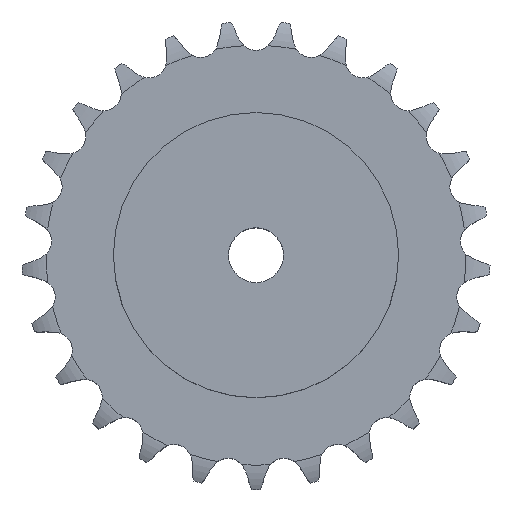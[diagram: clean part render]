
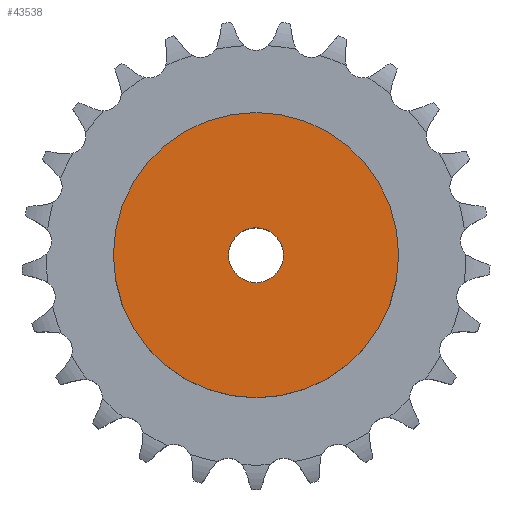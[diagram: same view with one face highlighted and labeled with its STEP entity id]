
A CAD part, top view. The second image highlights one B-rep face of the part: STEP entity #43538.
In plain terms, the highlighted planar face has unit normal (0, 0, 1).
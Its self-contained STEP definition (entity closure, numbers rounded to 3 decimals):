
#23294 = CYLINDRICAL_SURFACE('',#23295,12.5);
#23295 = AXIS2_PLACEMENT_3D('',#23296,#23297,#23298);
#23296 = CARTESIAN_POINT('',(0.,0.,334.091));
#23297 = DIRECTION('',(0.,0.,1.));
#23298 = DIRECTION('',(1.,0.,0.));
#29775 = EDGE_CURVE('',#29776,#29776,#29778,.T.);
#29776 = VERTEX_POINT('',#29777);
#29777 = CARTESIAN_POINT('',(12.5,0.,70.));
#29778 = SURFACE_CURVE('',#29779,(#29784,#29791),.PCURVE_S1.);
#29779 = CIRCLE('',#29780,12.5);
#29780 = AXIS2_PLACEMENT_3D('',#29781,#29782,#29783);
#29781 = CARTESIAN_POINT('',(0.,0.,70.));
#29782 = DIRECTION('',(0.,0.,1.));
#29783 = DIRECTION('',(1.,0.,0.));
#29784 = PCURVE('',#23294,#29785);
#29785 = DEFINITIONAL_REPRESENTATION('',(#29786),#29790);
#29786 = LINE('',#29787,#29788);
#29787 = CARTESIAN_POINT('',(0.,-264.091));
#29788 = VECTOR('',#29789,1.);
#29789 = DIRECTION('',(1.,0.));
#29790 = ( GEOMETRIC_REPRESENTATION_CONTEXT(2) 
PARAMETRIC_REPRESENTATION_CONTEXT() REPRESENTATION_CONTEXT('2D SPACE',''
  ) );
#29791 = PCURVE('',#29792,#29797);
#29792 = PLANE('',#29793);
#29793 = AXIS2_PLACEMENT_3D('',#29794,#29795,#29796);
#29794 = CARTESIAN_POINT('',(0.,0.,70.)
  );
#29795 = DIRECTION('',(0.,0.,1.));
#29796 = DIRECTION('',(1.,0.,0.));
#29797 = DEFINITIONAL_REPRESENTATION('',(#29798),#29802);
#29798 = CIRCLE('',#29799,12.5);
#29799 = AXIS2_PLACEMENT_2D('',#29800,#29801);
#29800 = CARTESIAN_POINT('',(0.,0.));
#29801 = DIRECTION('',(1.,0.));
#29802 = ( GEOMETRIC_REPRESENTATION_CONTEXT(2) 
PARAMETRIC_REPRESENTATION_CONTEXT() REPRESENTATION_CONTEXT('2D SPACE',''
  ) );
#43538 = ADVANCED_FACE('',(#43539,#43570),#29792,.T.);
#43539 = FACE_BOUND('',#43540,.T.);
#43540 = EDGE_LOOP('',(#43541));
#43541 = ORIENTED_EDGE('',*,*,#43542,.T.);
#43542 = EDGE_CURVE('',#43543,#43543,#43545,.T.);
#43543 = VERTEX_POINT('',#43544);
#43544 = CARTESIAN_POINT('',(65.,0.,70.));
#43545 = SURFACE_CURVE('',#43546,(#43551,#43558),.PCURVE_S1.);
#43546 = CIRCLE('',#43547,65.);
#43547 = AXIS2_PLACEMENT_3D('',#43548,#43549,#43550);
#43548 = CARTESIAN_POINT('',(0.,0.,70.));
#43549 = DIRECTION('',(0.,0.,1.));
#43550 = DIRECTION('',(1.,0.,0.));
#43551 = PCURVE('',#29792,#43552);
#43552 = DEFINITIONAL_REPRESENTATION('',(#43553),#43557);
#43553 = CIRCLE('',#43554,65.);
#43554 = AXIS2_PLACEMENT_2D('',#43555,#43556);
#43555 = CARTESIAN_POINT('',(0.,0.));
#43556 = DIRECTION('',(1.,0.));
#43557 = ( GEOMETRIC_REPRESENTATION_CONTEXT(2) 
PARAMETRIC_REPRESENTATION_CONTEXT() REPRESENTATION_CONTEXT('2D SPACE',''
  ) );
#43558 = PCURVE('',#43559,#43564);
#43559 = CYLINDRICAL_SURFACE('',#43560,65.);
#43560 = AXIS2_PLACEMENT_3D('',#43561,#43562,#43563);
#43561 = CARTESIAN_POINT('',(0.,0.,0.));
#43562 = DIRECTION('',(-0.,-0.,-1.));
#43563 = DIRECTION('',(1.,0.,0.));
#43564 = DEFINITIONAL_REPRESENTATION('',(#43565),#43569);
#43565 = LINE('',#43566,#43567);
#43566 = CARTESIAN_POINT('',(-0.,-70.));
#43567 = VECTOR('',#43568,1.);
#43568 = DIRECTION('',(-1.,0.));
#43569 = ( GEOMETRIC_REPRESENTATION_CONTEXT(2) 
PARAMETRIC_REPRESENTATION_CONTEXT() REPRESENTATION_CONTEXT('2D SPACE',''
  ) );
#43570 = FACE_BOUND('',#43571,.T.);
#43571 = EDGE_LOOP('',(#43572));
#43572 = ORIENTED_EDGE('',*,*,#29775,.F.);
